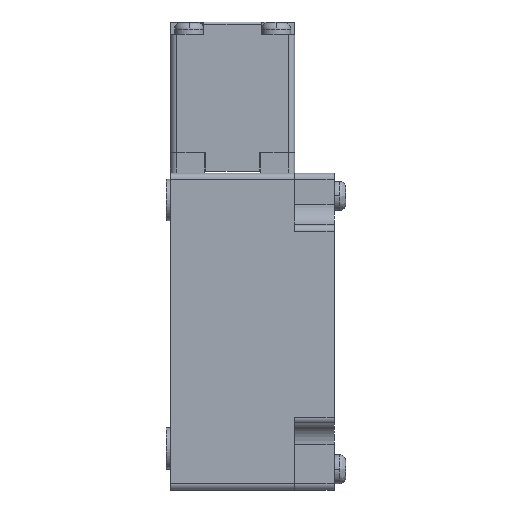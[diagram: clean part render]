
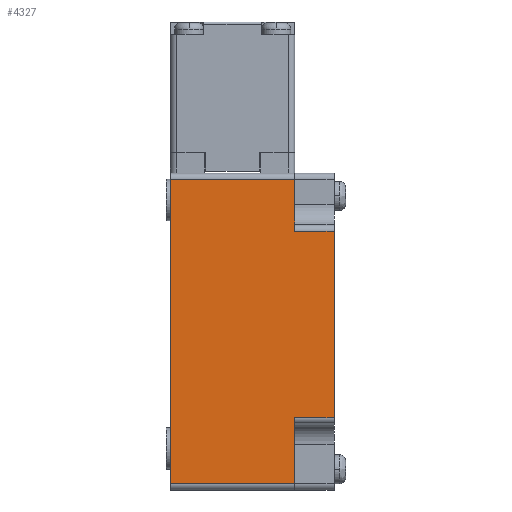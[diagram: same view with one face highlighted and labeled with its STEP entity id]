
A CAD part, left-side view. The second image highlights one B-rep face of the part: STEP entity #4327.
In plain terms, the highlighted planar face has unit normal (-1, 0, 0).
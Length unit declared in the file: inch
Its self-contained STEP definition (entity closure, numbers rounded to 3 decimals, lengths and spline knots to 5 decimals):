
#26 = CARTESIAN_POINT ( 'NONE',  ( -0.7874, -1.22047, -2.06693 ) ) ;
#34 = VECTOR ( 'NONE', #2437, 39.37008 ) ;
#133 = DIRECTION ( 'NONE',  ( 0., 1., 0. ) ) ;
#444 = CARTESIAN_POINT ( 'NONE',  ( -0.7874, -1.22047, -0.29528 ) ) ;
#463 = ORIENTED_EDGE ( 'NONE', *, *, #649, .F. ) ;
#548 = LINE ( 'NONE', #5460, #4093 ) ;
#557 = DIRECTION ( 'NONE',  ( 0., 0., 1. ) ) ;
#564 = VERTEX_POINT ( 'NONE', #444 ) ;
#601 = VERTEX_POINT ( 'NONE', #26 ) ;
#605 = ORIENTED_EDGE ( 'NONE', *, *, #4476, .F. ) ;
#636 = VECTOR ( 'NONE', #3754, 39.37008 ) ;
#649 = EDGE_CURVE ( 'NONE', #5221, #2081, #6184, .T. ) ;
#706 = LINE ( 'NONE', #1667, #636 ) ;
#1101 = FACE_OUTER_BOUND ( 'NONE', #4797, .T. ) ;
#1197 = VERTEX_POINT ( 'NONE', #5014 ) ;
#1240 = DIRECTION ( 'NONE',  ( 0., 0., 1. ) ) ;
#1336 = LINE ( 'NONE', #2478, #5425 ) ;
#1497 = ORIENTED_EDGE ( 'NONE', *, *, #2173, .T. ) ;
#1581 = EDGE_CURVE ( 'NONE', #2081, #1197, #706, .T. ) ;
#1667 = CARTESIAN_POINT ( 'NONE',  ( -0.7874, -0.03937, -1.25 ) ) ;
#1704 = CARTESIAN_POINT ( 'NONE',  ( -0.7874, -0.03937, 0. ) ) ;
#1851 = VECTOR ( 'NONE', #3358, 39.37008 ) ;
#1857 = VECTOR ( 'NONE', #4944, 39.37008 ) ;
#1865 = CARTESIAN_POINT ( 'NONE',  ( -0.7874, -0.03937, -2.06693 ) ) ;
#1919 = CARTESIAN_POINT ( 'NONE',  ( -0.7874, -1.22047, -2.69685 ) ) ;
#1999 = LINE ( 'NONE', #4379, #5668 ) ;
#2081 = VERTEX_POINT ( 'NONE', #2475 ) ;
#2173 = EDGE_CURVE ( 'NONE', #564, #2272, #548, .T. ) ;
#2235 = PLANE ( 'NONE',  #5324 ) ;
#2272 = VERTEX_POINT ( 'NONE', #5992 ) ;
#2320 = VECTOR ( 'NONE', #3219, 39.37008 ) ;
#2354 = ORIENTED_EDGE ( 'NONE', *, *, #4650, .T. ) ;
#2389 = EDGE_CURVE ( 'NONE', #3452, #5218, #3721, .T. ) ;
#2437 = DIRECTION ( 'NONE',  ( 0., 1., 0. ) ) ;
#2475 = CARTESIAN_POINT ( 'NONE',  ( -0.7874, -0.03937, -2.69685 ) ) ;
#2478 = CARTESIAN_POINT ( 'NONE',  ( -0.7874, -0.03937, -0.29528 ) ) ;
#2515 = DIRECTION ( 'NONE',  ( 0., 1., 0. ) ) ;
#2616 = ORIENTED_EDGE ( 'NONE', *, *, #1581, .F. ) ;
#2718 = CARTESIAN_POINT ( 'NONE',  ( -0.7874, -0.03937, -2.75591 ) ) ;
#2755 = CARTESIAN_POINT ( 'NONE',  ( -0.7874, -0.03937, -1.25 ) ) ;
#2835 = LINE ( 'NONE', #2755, #2320 ) ;
#2936 = EDGE_CURVE ( 'NONE', #1197, #5519, #5473, .T. ) ;
#3151 = DIRECTION ( 'NONE',  ( 0., 0., 1. ) ) ;
#3185 = EDGE_CURVE ( 'NONE', #5221, #601, #3593, .T. ) ;
#3219 = DIRECTION ( 'NONE',  ( 0., 0., 1. ) ) ;
#3358 = DIRECTION ( 'NONE',  ( 0., -1., 0. ) ) ;
#3376 = CARTESIAN_POINT ( 'NONE',  ( -0.7874, -0.03937, 0.19685 ) ) ;
#3386 = CARTESIAN_POINT ( 'NONE',  ( -0.7874, -0.03937, -2.69685 ) ) ;
#3452 = VERTEX_POINT ( 'NONE', #4228 ) ;
#3574 = ORIENTED_EDGE ( 'NONE', *, *, #2936, .F. ) ;
#3584 = CARTESIAN_POINT ( 'NONE',  ( -0.7874, -1.22047, -2.75591 ) ) ;
#3593 = LINE ( 'NONE', #3584, #1857 ) ;
#3681 = CARTESIAN_POINT ( 'NONE',  ( -0.7874, -1.59449, -2.75591 ) ) ;
#3721 = LINE ( 'NONE', #3681, #4022 ) ;
#3754 = DIRECTION ( 'NONE',  ( 0., 0., 1. ) ) ;
#3826 = ORIENTED_EDGE ( 'NONE', *, *, #2389, .T. ) ;
#3836 = ORIENTED_EDGE ( 'NONE', *, *, #3185, .T. ) ;
#4022 = VECTOR ( 'NONE', #3151, 39.37008 ) ;
#4093 = VECTOR ( 'NONE', #557, 39.37008 ) ;
#4208 = ORIENTED_EDGE ( 'NONE', *, *, #4612, .T. ) ;
#4228 = CARTESIAN_POINT ( 'NONE',  ( -0.7874, -1.59449, -2.06693 ) ) ;
#4277 = CARTESIAN_POINT ( 'NONE',  ( -0.7874, -0.03937, -1.25 ) ) ;
#4320 = VECTOR ( 'NONE', #5308, 39.37008 ) ;
#4327 = ADVANCED_FACE ( 'NONE', ( #1101 ), #2235, .T. ) ;
#4379 = CARTESIAN_POINT ( 'NONE',  ( -0.7874, -0.03937, 0.19685 ) ) ;
#4428 = LINE ( 'NONE', #1865, #1851 ) ;
#4476 = EDGE_CURVE ( 'NONE', #5519, #6153, #2835, .T. ) ;
#4531 = EDGE_CURVE ( 'NONE', #601, #3452, #4428, .T. ) ;
#4572 = DIRECTION ( 'NONE',  ( -1., 0., 0. ) ) ;
#4612 = EDGE_CURVE ( 'NONE', #5218, #564, #1336, .T. ) ;
#4650 = EDGE_CURVE ( 'NONE', #2272, #6153, #1999, .T. ) ;
#4797 = EDGE_LOOP ( 'NONE', ( #605, #3574, #2616, #463, #3836, #5125, #3826, #4208, #1497, #2354 ) ) ;
#4944 = DIRECTION ( 'NONE',  ( 0., 0., 1. ) ) ;
#5014 = CARTESIAN_POINT ( 'NONE',  ( -0.7874, -0.03937, -2.3622 ) ) ;
#5125 = ORIENTED_EDGE ( 'NONE', *, *, #4531, .T. ) ;
#5218 = VERTEX_POINT ( 'NONE', #5869 ) ;
#5221 = VERTEX_POINT ( 'NONE', #1919 ) ;
#5308 = DIRECTION ( 'NONE',  ( 0., 0., 1. ) ) ;
#5324 = AXIS2_PLACEMENT_3D ( 'NONE', #2718, #4572, #1240 ) ;
#5425 = VECTOR ( 'NONE', #2515, 39.37008 ) ;
#5460 = CARTESIAN_POINT ( 'NONE',  ( -0.7874, -1.22047, -2.75591 ) ) ;
#5473 = LINE ( 'NONE', #4277, #4320 ) ;
#5519 = VERTEX_POINT ( 'NONE', #1704 ) ;
#5668 = VECTOR ( 'NONE', #133, 39.37008 ) ;
#5869 = CARTESIAN_POINT ( 'NONE',  ( -0.7874, -1.59449, -0.29528 ) ) ;
#5992 = CARTESIAN_POINT ( 'NONE',  ( -0.7874, -1.22047, 0.19685 ) ) ;
#6153 = VERTEX_POINT ( 'NONE', #3376 ) ;
#6184 = LINE ( 'NONE', #3386, #34 ) ;
